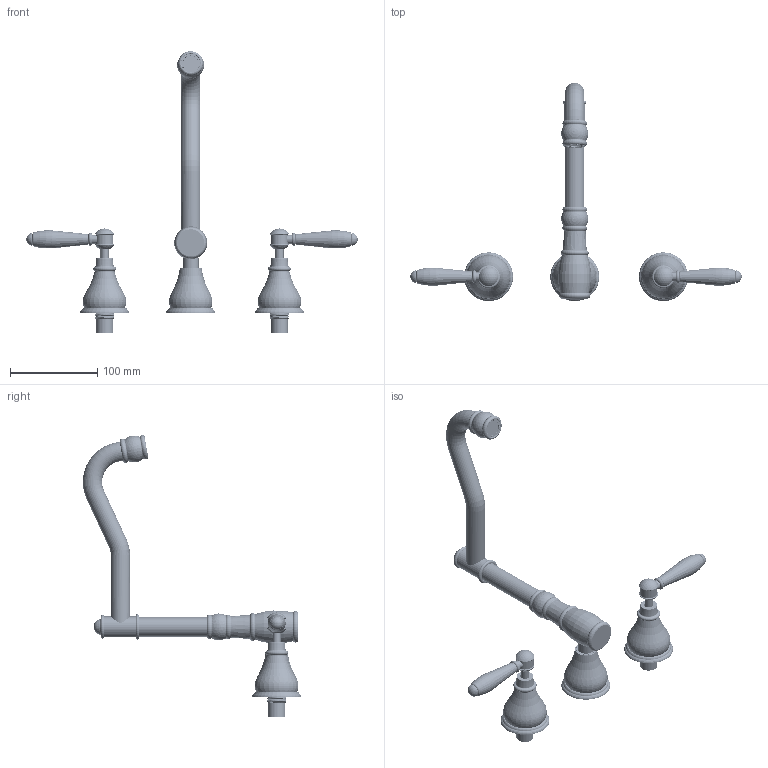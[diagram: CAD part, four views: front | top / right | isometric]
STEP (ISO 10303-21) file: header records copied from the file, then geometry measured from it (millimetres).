
FILE_DESCRIPTION (( 'STEP AP203' ), '1' );
FILE_NAME ('MV1015CHPE .STEP', '2020-03-02T04:28:10', ( 'Windows 蚚誧' ), ( '' ), 'SwSTEP 2.0', 'SolidWorks 2019', '' );
FILE_SCHEMA (( 'CONFIG_CONTROL_DESIGN' ));
Length unit declared in the file: millimetre
Products named in the file (43): MV堤阨諳ㄗ郪ㄘ; MV邧參珨趼忒謫釱; MVХ宒唌詰奪釱; 入墙浴缸管座组; 110快开插齿G58阀芯（30.5阀盖）; MV邧參醱髓笘欶釱; 囀鞠褒潑芛蹟佪M5x12 (G12090G00); 7x1.5 O型圈; M16X1 22奪爾諉簽; MV双把入墙钟罩; MV插齿陶瓷一字手轮; 15x1.5 O型圈-D14.5; M4x4 囀鞠褒す傷蹟佪 (G12003G00); MV堤阨諳; MV22古典出水管装饰圈; 報滇荎宒郪; 22古典厨房直管焊接管; M16x1 22奪爾諉芛; MV1014ACHE; 17x2 O型圈-D14; 5-8辦羲概郋-110酗; 15x1.5 O型圈; 臟賙M21.5X1堤阨厙; MV1070LCHP; 175忒梟蟀諉裝; 22嘉萎報滇奪ㄗ爾諉ㄘ; 175枎棟忒梟裝; 入墙式厨房管座组; 22嘉萎奪爾諉芛; MVХ宒報滇蟀諉奪; 22古典厨房直管（焊接）; 28.5X22.5X1.5綻祧菜え; 175忒梟裝芛; MV1015CHPE ; 22嘉萎報滇爾諉奪; MVХ宒報滇奪釱; MV22堤阨奪蟀諉璃ㄗ郪ㄘ; 175忒梟裝簽; MV堤阨奪蚾庉芛; MV22堤阨奪蟀諉璃 ...
Assembly tree (58 placements, depth 5):
  MV1015CHPE 
    MV1070LCHP
      110快开插齿G58阀芯（30.5阀盖）
        5-8辦羲概郋-110酗
        辦羲30.5坶踡蹟譫
        28.5X22.5X1.5綻祧菜え
      110快开插齿G58阀芯（30.5阀盖）
        5-8辦羲概郋-110酗
        辦羲30.5坶踡蹟譫
        28.5X22.5X1.5綻祧菜え
      MV双把入墙钟罩  x2
      MV邧參醱髓笘欶釱  x2
      MV插齿陶瓷一字手轮
        MV邧參珨趼忒謫釱
        囀鞠褒潑芛蹟佪M5x12 (G12090G00)
        175忒梟裝芛
        175忒梟蟀諉裝
        175枎棟忒梟裝
        175忒梟裝簽
        7x1.5 O型圈
      MV插齿陶瓷一字手轮
        MV邧參珨趼忒謫釱
        囀鞠褒潑芛蹟佪M5x12 (G12090G00)
        175忒梟裝芛
        175忒梟蟀諉裝
        175枎棟忒梟裝
        175忒梟裝簽
        7x1.5 O型圈
    入墙式厨房管座组
      MVХ宒報滇奪釱
      MVХ宒報滇蟀諉奪
      入墙浴缸管座组
        MVХ宒唌詰奪釱
        MV邧參醱髓笘欶釱
      15x1.5 O型圈-D14.5
      15x1.5 O型圈
      M4x4 囀鞠褒す傷蹟佪 (G12003G00)
    MV1014ACHE
      報滇荎宒郪
        22古典厨房直管（焊接）
          22古典厨房直管焊接管
          M16x1 22奪爾諉芛  x2
        MV堤阨奪蚾庉芛
        17x2 O型圈-D14  x2
        15x1.5 O型圈
        22嘉萎報滇奪ㄗ爾諉ㄘ
          22嘉萎奪爾諉芛
          22嘉萎報滇爾諉奪
          M16X1 22奪爾諉簽
        MV22古典出水管装饰圈
        MV22堤阨奪蟀諉璃ㄗ郪ㄘ
          MV22堤阨奪蟀諉璃
      MV堤阨諳ㄗ郪ㄘ
        MV堤阨諳
        臟賙M21.5X1堤阨厙
Bounding box: 379 x 249.52 x 322.18 mm (x, y, z)
Volume: 276279.3 mm3; surface area: 197345.7 mm2
Topology: 46 solids, 46 shells, 2067 faces, 5395 edges, 3495 vertices
Faces by surface type: cylinder 963, plane 476, cone 253, torus 200, bspline 159, sphere 16
Entity records: 92258 total; most frequent: CARTESIAN_POINT 57249, ORIENTED_EDGE 6900, DIRECTION 5807, EDGE_CURVE 3450, AXIS2_PLACEMENT_3D 2364, VERTEX_POINT 2238, EDGE_LOOP 1464, ADVANCED_FACE 1344
